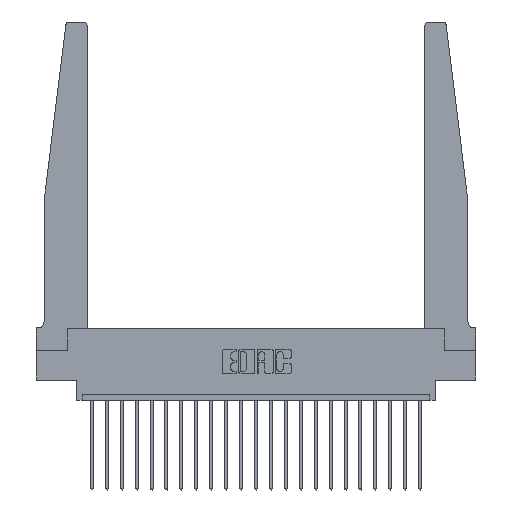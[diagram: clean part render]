
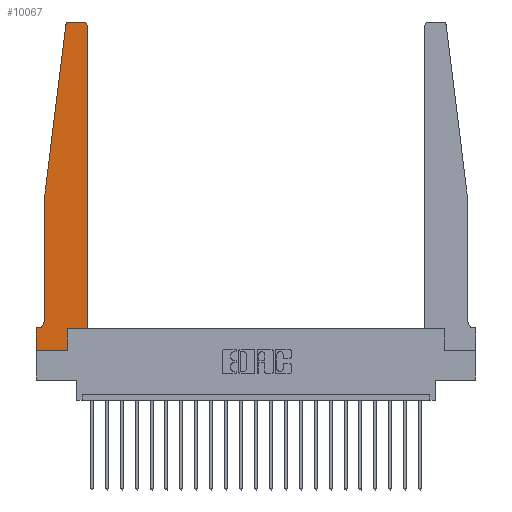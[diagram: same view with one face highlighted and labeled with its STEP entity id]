
A CAD part, top view. The second image highlights one B-rep face of the part: STEP entity #10067.
In plain terms, the highlighted planar face has unit normal (0, 0, 1).
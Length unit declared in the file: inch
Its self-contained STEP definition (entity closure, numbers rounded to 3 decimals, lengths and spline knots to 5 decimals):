
#195 = CARTESIAN_POINT ( 'NONE',  ( 0., 0.1875, 0.37 ) ) ;
#262 = EDGE_CURVE ( 'NONE', #4690, #14916, #4202, .T. ) ;
#395 = EDGE_CURVE ( 'NONE', #19593, #3079, #18629, .T. ) ;
#397 = LINE ( 'NONE', #3596, #11177 ) ;
#568 = CARTESIAN_POINT ( 'NONE',  ( 0.425, 0.18, 0.37 ) ) ;
#630 = VERTEX_POINT ( 'NONE', #10126 ) ;
#1387 = DIRECTION ( 'NONE',  ( 0., 0., -1. ) ) ;
#1443 = CARTESIAN_POINT ( 'NONE',  ( 0.27653, 2.75, 0.37 ) ) ;
#1808 = LINE ( 'NONE', #4504, #2842 ) ;
#2092 = CARTESIAN_POINT ( 'NONE',  ( 0., 0., 0.37 ) ) ;
#2486 = DIRECTION ( 'NONE',  ( 0., -1., 0. ) ) ;
#2805 = CARTESIAN_POINT ( 'NONE',  ( 0., 0., 0.37 ) ) ;
#2824 = VECTOR ( 'NONE', #10823, 39.37008 ) ;
#2842 = VECTOR ( 'NONE', #16270, 39.37008 ) ;
#2940 = EDGE_CURVE ( 'NONE', #11004, #10539, #6102, .T. ) ;
#3052 = DIRECTION ( 'NONE',  ( -1., 0., 0. ) ) ;
#3079 = VERTEX_POINT ( 'NONE', #5917 ) ;
#3359 = CARTESIAN_POINT ( 'NONE',  ( 0.065, 0.1875, 0.37 ) ) ;
#3462 = VECTOR ( 'NONE', #20674, 39.37008 ) ;
#3596 = CARTESIAN_POINT ( 'NONE',  ( 0., 0., 0.37 ) ) ;
#3795 = ORIENTED_EDGE ( 'NONE', *, *, #4262, .T. ) ;
#4202 = LINE ( 'NONE', #7432, #16547 ) ;
#4262 = EDGE_CURVE ( 'NONE', #19588, #19593, #18441, .T. ) ;
#4264 = ORIENTED_EDGE ( 'NONE', *, *, #11777, .T. ) ;
#4378 = PLANE ( 'NONE',  #16288 ) ;
#4504 = CARTESIAN_POINT ( 'NONE',  ( 0.065, 1.25, 0.37 ) ) ;
#4690 = VERTEX_POINT ( 'NONE', #8187 ) ;
#4693 = ORIENTED_EDGE ( 'NONE', *, *, #14128, .T. ) ;
#5202 = CIRCLE ( 'NONE', #8871, 0.03 ) ;
#5364 = ORIENTED_EDGE ( 'NONE', *, *, #7875, .T. ) ;
#5836 = LINE ( 'NONE', #13949, #9533 ) ;
#5917 = CARTESIAN_POINT ( 'NONE',  ( 0.24675, 2.72367, 0.37 ) ) ;
#6087 = VECTOR ( 'NONE', #9567, 39.37008 ) ;
#6102 = LINE ( 'NONE', #3359, #19284 ) ;
#6119 = DIRECTION ( 'NONE',  ( 0., -1., 0. ) ) ;
#6125 = CARTESIAN_POINT ( 'NONE',  ( 0.395, 2.72, 0.37 ) ) ;
#6414 = ORIENTED_EDGE ( 'NONE', *, *, #12276, .T. ) ;
#6968 = DIRECTION ( 'NONE',  ( 1., 0., 0. ) ) ;
#7432 = CARTESIAN_POINT ( 'NONE',  ( 0.425, 0.18, 0.37 ) ) ;
#7624 = CARTESIAN_POINT ( 'NONE',  ( 0., 0.1875, 0.37 ) ) ;
#7756 = DIRECTION ( 'NONE',  ( 0., 0., 1. ) ) ;
#7875 = EDGE_CURVE ( 'NONE', #12054, #15584, #397, .T. ) ;
#7952 = CARTESIAN_POINT ( 'NONE',  ( 0.25, 2.75, 0.37 ) ) ;
#8187 = CARTESIAN_POINT ( 'NONE',  ( 0.425, 0.18, 0.37 ) ) ;
#8192 = CARTESIAN_POINT ( 'NONE',  ( 0.395, 2.75, 0.37 ) ) ;
#8388 = VERTEX_POINT ( 'NONE', #13958 ) ;
#8470 = CARTESIAN_POINT ( 'NONE',  ( 0.425, 2.72, 0.37 ) ) ;
#8631 = LINE ( 'NONE', #20893, #2824 ) ;
#8871 = AXIS2_PLACEMENT_3D ( 'NONE', #6125, #7756, #17739 ) ;
#9012 = CARTESIAN_POINT ( 'NONE',  ( 0.015, 0.1875, 0.37 ) ) ;
#9023 = ORIENTED_EDGE ( 'NONE', *, *, #2940, .T. ) ;
#9101 = LINE ( 'NONE', #2805, #17508 ) ;
#9277 = DIRECTION ( 'NONE',  ( 1., 0., 0. ) ) ;
#9395 = DIRECTION ( 'NONE',  ( 1., 0., 0. ) ) ;
#9445 = VERTEX_POINT ( 'NONE', #15726 ) ;
#9533 = VECTOR ( 'NONE', #2486, 39.37008 ) ;
#9566 = AXIS2_PLACEMENT_3D ( 'NONE', #18257, #1387, #3052 ) ;
#9567 = DIRECTION ( 'NONE',  ( -1., 0., 0. ) ) ;
#10067 = ADVANCED_FACE ( 'NONE', ( #11316 ), #4378, .T. ) ;
#10126 = CARTESIAN_POINT ( 'NONE',  ( 0.2605, 0.18, 0.37 ) ) ;
#10539 = VERTEX_POINT ( 'NONE', #195 ) ;
#10823 = DIRECTION ( 'NONE',  ( 0., 1., 0. ) ) ;
#11004 = VERTEX_POINT ( 'NONE', #9012 ) ;
#11070 = LINE ( 'NONE', #568, #3462 ) ;
#11177 = VECTOR ( 'NONE', #6968, 39.37008 ) ;
#11316 = FACE_OUTER_BOUND ( 'NONE', #18188, .T. ) ;
#11777 = EDGE_CURVE ( 'NONE', #9445, #11004, #14948, .T. ) ;
#12054 = VERTEX_POINT ( 'NONE', #2092 ) ;
#12276 = EDGE_CURVE ( 'NONE', #14916, #19588, #5202, .T. ) ;
#12367 = EDGE_CURVE ( 'NONE', #3079, #8388, #1808, .T. ) ;
#12401 = ORIENTED_EDGE ( 'NONE', *, *, #12819, .T. ) ;
#12819 = EDGE_CURVE ( 'NONE', #15584, #630, #8631, .T. ) ;
#13269 = AXIS2_PLACEMENT_3D ( 'NONE', #19340, #16175, #9277 ) ;
#13949 = CARTESIAN_POINT ( 'NONE',  ( 0.065, 1.25, 0.37 ) ) ;
#13958 = CARTESIAN_POINT ( 'NONE',  ( 0.065, 1.25, 0.37 ) ) ;
#14046 = DIRECTION ( 'NONE',  ( 0., 1., 0. ) ) ;
#14128 = EDGE_CURVE ( 'NONE', #10539, #12054, #9101, .T. ) ;
#14916 = VERTEX_POINT ( 'NONE', #8470 ) ;
#14948 = CIRCLE ( 'NONE', #9566, 0.05 ) ;
#15470 = ORIENTED_EDGE ( 'NONE', *, *, #21512, .T. ) ;
#15584 = VERTEX_POINT ( 'NONE', #20628 ) ;
#15726 = CARTESIAN_POINT ( 'NONE',  ( 0.065, 0.2375, 0.37 ) ) ;
#15986 = ORIENTED_EDGE ( 'NONE', *, *, #18007, .T. ) ;
#16157 = DIRECTION ( 'NONE',  ( 0., 0., 1. ) ) ;
#16175 = DIRECTION ( 'NONE',  ( 0., 0., 1. ) ) ;
#16270 = DIRECTION ( 'NONE',  ( -0.122, -0.992, 0. ) ) ;
#16288 = AXIS2_PLACEMENT_3D ( 'NONE', #7624, #16157, #9395 ) ;
#16547 = VECTOR ( 'NONE', #14046, 39.37008 ) ;
#16738 = ORIENTED_EDGE ( 'NONE', *, *, #12367, .T. ) ;
#17508 = VECTOR ( 'NONE', #6119, 39.37008 ) ;
#17739 = DIRECTION ( 'NONE',  ( 1., 0., 0. ) ) ;
#18007 = EDGE_CURVE ( 'NONE', #630, #4690, #11070, .T. ) ;
#18188 = EDGE_LOOP ( 'NONE', ( #3795, #19442, #16738, #15470, #4264, #9023, #4693, #5364, #12401, #15986, #18798, #6414 ) ) ;
#18257 = CARTESIAN_POINT ( 'NONE',  ( 0.015, 0.2375, 0.37 ) ) ;
#18441 = LINE ( 'NONE', #7952, #6087 ) ;
#18629 = CIRCLE ( 'NONE', #13269, 0.03 ) ;
#18798 = ORIENTED_EDGE ( 'NONE', *, *, #262, .T. ) ;
#19284 = VECTOR ( 'NONE', #20109, 39.37008 ) ;
#19340 = CARTESIAN_POINT ( 'NONE',  ( 0.27653, 2.72, 0.37 ) ) ;
#19442 = ORIENTED_EDGE ( 'NONE', *, *, #395, .T. ) ;
#19588 = VERTEX_POINT ( 'NONE', #8192 ) ;
#19593 = VERTEX_POINT ( 'NONE', #1443 ) ;
#20109 = DIRECTION ( 'NONE',  ( -1., 0., 0. ) ) ;
#20628 = CARTESIAN_POINT ( 'NONE',  ( 0.2605, 0., 0.37 ) ) ;
#20674 = DIRECTION ( 'NONE',  ( 1., 0., 0. ) ) ;
#20893 = CARTESIAN_POINT ( 'NONE',  ( 0.2605, 0.18, 0.37 ) ) ;
#21512 = EDGE_CURVE ( 'NONE', #8388, #9445, #5836, .T. ) ;
